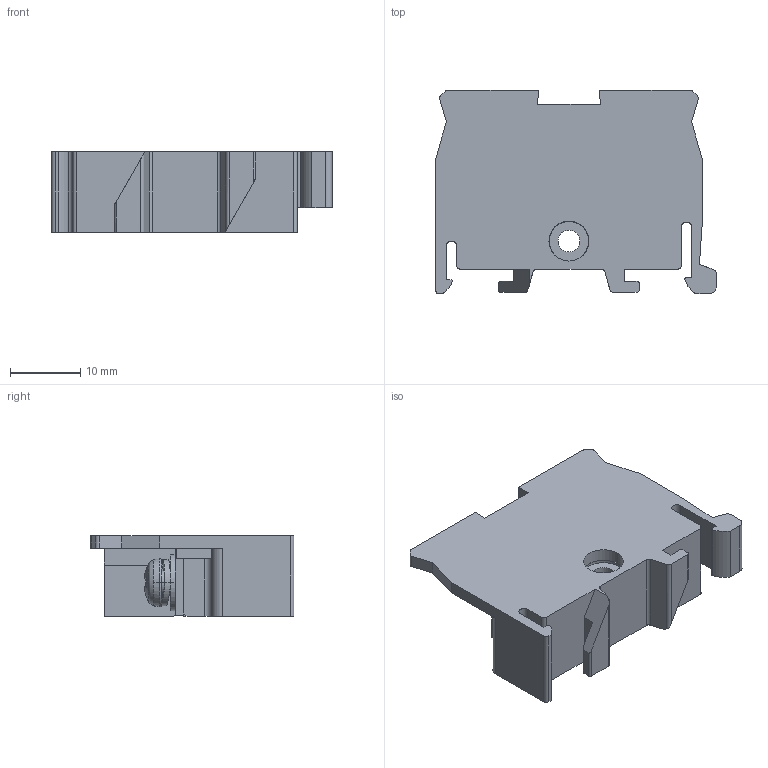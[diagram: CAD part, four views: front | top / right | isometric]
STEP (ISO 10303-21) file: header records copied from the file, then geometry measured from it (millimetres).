
FILE_DESCRIPTION((''),'2;1');
FILE_NAME('111','2022-08-26T17:59:36',('Administrator'),(''),'CREO PARAMETRIC BY PTC INC, 2016510','CREO PARAMETRIC BY PTC INC, 2016510','');
FILE_SCHEMA(('CONFIG_CONTROL_DESIGN','SHAPE_APPEARANCE_LAYERS_GROUPS'));
Length unit declared in the file: millimetre
Products named in the file (1): 111
Bounding box: 40 x 29 x 11.5 mm (x, y, z)
Volume: 6661.2 mm3; surface area: 4588 mm2
Topology: 3 solids, 3 shells, 268 faces, 727 edges, 466 vertices
Faces by surface type: plane 125, bspline 64, cylinder 59, torus 8, cone 8, sphere 4
Entity records: 12316 total; most frequent: CARTESIAN_POINT 5950, ORIENTED_EDGE 1446, DIRECTION 1123, EDGE_CURVE 723, VERTEX_POINT 466, VECTOR 391, LINE 391, AXIS2_PLACEMENT_3D 366
